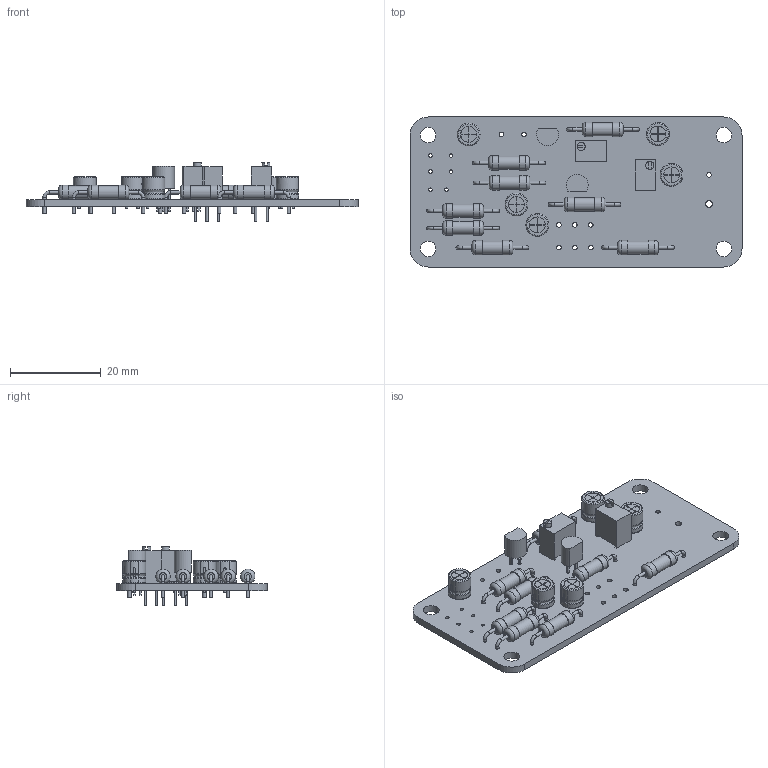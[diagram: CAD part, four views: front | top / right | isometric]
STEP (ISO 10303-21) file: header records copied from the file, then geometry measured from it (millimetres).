
FILE_DESCRIPTION(('FreeCAD Model'),'2;1');
FILE_NAME('boardandcomp.step', '2020-05-06T19:51:05',('Author'),(''), 'Open CASCADE STEP processor 7.3','FreeCAD','Unknown');
FILE_SCHEMA(('AUTOMOTIVE_DESIGN { 1 0 10303 214 1 1 1 1 }'));
Length unit declared in the file: millimetre
Products named in the file (24): 2ToneSineGenSSB; Board_Geoms_1f9f; Local_CS_1f9f; Pcb_1f9f; PCB_Sketch_1f9f; Step_Models_1f9f; Top_1f9f; RV2_Potentiometer_Bourns_3266W_Vertical_5EB4133C; RV1_Potentiometer_Bourns_3266W_Vertical_5EB41762; R8_R_Axial_DIN0309_L90mm_D32mm_P1524mm_Horizontal_5EB416DC; R7_R_Axial_DIN0309_L90mm_D32mm_P1524mm_Horizontal_5EB413E2; R6_R_Axial_DIN0309_L90mm_D32mm_P1524mm_Horizontal_5EB41658; R5_R_Axial_DIN0309_L90mm_D32mm_P1524mm_Horizontal_5EB417A8; R4_R_Axial_DIN0309_L90mm_D32mm_P1524mm_Horizontal_5EB4169A; R3_R_Axial_DIN0309_L90mm_D32mm_P1524mm_Horizontal_5EB4171E; R2_R_Axial_DIN0309_L90mm_D32mm_P1524mm_Horizontal_5EB413A0; R1_R_Axial_DIN0309_L90mm_D32mm_P1524mm_Horizontal_5EB41616; Q2_TO-92_Narrow_5EB417E5; Q1_TO-92_Narrow_5EB4141F; C11_CP_Radial_D50mm_P250mm_5EB414C4; C10_CP_Radial_D50mm_P250mm_5EB41C5C; C9_CP_Radial_D50mm_P250mm_5EB418CC; C6_CP_Radial_D50mm_P250mm_5EB41A55; C5_CP_Radial_D50mm_P250mm_5EB41DE5
Assembly tree (23 placements, depth 4):
  2ToneSineGenSSB
    Board_Geoms_1f9f
      Local_CS_1f9f
      Pcb_1f9f
      PCB_Sketch_1f9f
    Step_Models_1f9f
      Top_1f9f
        RV2_Potentiometer_Bourns_3266W_Vertical_5EB4133C
        RV1_Potentiometer_Bourns_3266W_Vertical_5EB41762
        R8_R_Axial_DIN0309_L90mm_D32mm_P1524mm_Horizontal_5EB416DC
        R7_R_Axial_DIN0309_L90mm_D32mm_P1524mm_Horizontal_5EB413E2
        R6_R_Axial_DIN0309_L90mm_D32mm_P1524mm_Horizontal_5EB41658
        R5_R_Axial_DIN0309_L90mm_D32mm_P1524mm_Horizontal_5EB417A8
        R4_R_Axial_DIN0309_L90mm_D32mm_P1524mm_Horizontal_5EB4169A
        R3_R_Axial_DIN0309_L90mm_D32mm_P1524mm_Horizontal_5EB4171E
        R2_R_Axial_DIN0309_L90mm_D32mm_P1524mm_Horizontal_5EB413A0
        R1_R_Axial_DIN0309_L90mm_D32mm_P1524mm_Horizontal_5EB41616
        Q2_TO-92_Narrow_5EB417E5
        Q1_TO-92_Narrow_5EB4141F
        C11_CP_Radial_D50mm_P250mm_5EB414C4
        C10_CP_Radial_D50mm_P250mm_5EB41C5C
        C9_CP_Radial_D50mm_P250mm_5EB418CC
        C6_CP_Radial_D50mm_P250mm_5EB41A55
        C5_CP_Radial_D50mm_P250mm_5EB41DE5
Bounding box: 73 x 33 x 13.14 mm (x, y, z)
Volume: 5314.6 mm3; surface area: 7813.1 mm2
Topology: 18 solids, 23 shells, 539 faces, 1218 edges, 783 vertices
Faces by surface type: plane 249, cylinder 193, torus 42, bspline 30, revolution 25
Full cylindrical faces by diameter (mm): 0.46 x6, 0.5 x10, 0.7 x32, 0.75 x6, 0.762 x6, 0.8 x32, 1 x7, 1.001 x2, 1.45 x1, 1.78 x2, 2.88 x8, 3.2 x16, 3.429 x4
Entity records: 22274 total; most frequent: CARTESIAN_POINT 6045, DIRECTION 2713, ORIENTED_EDGE 2428, EDGE_CURVE 1214, AXIS2_PLACEMENT_3D 1063, VERTEX_POINT 769, FACE_BOUND 711, EDGE_LOOP 711
